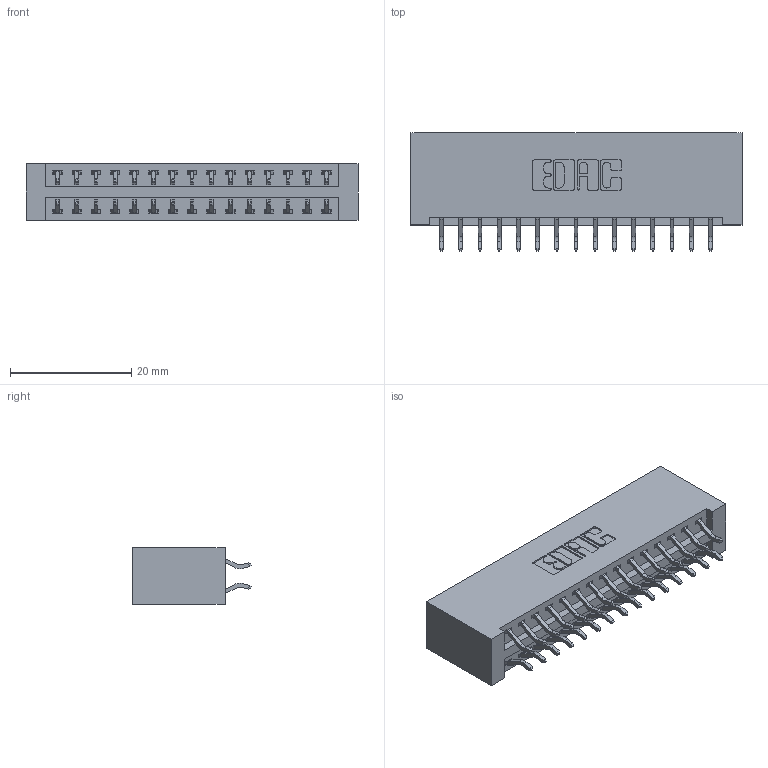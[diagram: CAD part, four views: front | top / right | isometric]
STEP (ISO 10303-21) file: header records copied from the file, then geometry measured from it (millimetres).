
FILE_DESCRIPTION (( 'STEP AP203' ), '1' );
FILE_NAME ('396-030-556-201.STEP', '2018-09-05T07:35:32', ( '' ), ( '' ), 'SwSTEP 2.0', 'SolidWorks 2016', '' );
FILE_SCHEMA (( 'CONFIG_CONTROL_DESIGN' ));
Length unit declared in the file: inch
Products named in the file (3): 346 Part_No Mounting Lugs; 345-292-001_556 Tail; 396-030-556-201
Assembly tree (31 placements, depth 2):
  396-030-556-201
    346 Part_No Mounting Lugs
    345-292-001_556 Tail  x30
Bounding box: 54.86 x 19.57 x 9.4 mm (x, y, z)
Volume: 5712.3 mm3; surface area: 7562.9 mm2
Topology: 31 solids, 31 shells, 1854 faces, 5495 edges, 3622 vertices
Faces by surface type: plane 1242, cylinder 612
Entity records: 13367 total; most frequent: CARTESIAN_POINT 2252, ORIENTED_EDGE 2174, DIRECTION 2019, EDGE_CURVE 1087, LINE 895, VECTOR 895, VERTEX_POINT 722, AXIS2_PLACEMENT_3D 562
